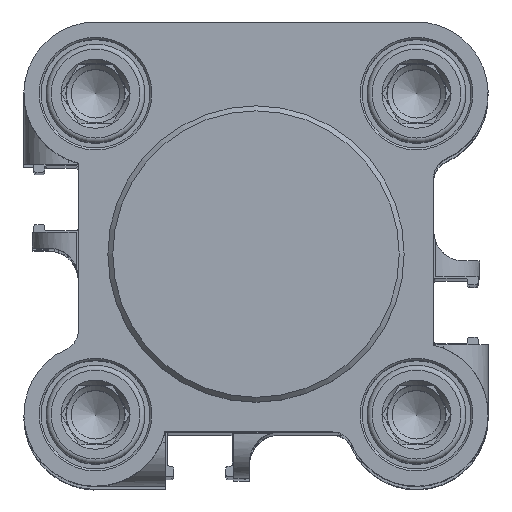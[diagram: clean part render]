
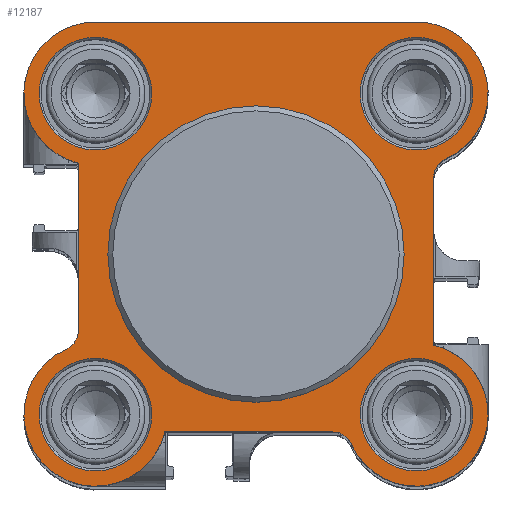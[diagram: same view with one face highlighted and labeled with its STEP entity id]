
A CAD part, top view. The second image highlights one B-rep face of the part: STEP entity #12187.
In plain terms, the highlighted planar face has unit normal (0, 0, 1).
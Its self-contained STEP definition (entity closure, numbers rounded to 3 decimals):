
#504=FACE_BOUND('',#2659,.T.);
#505=FACE_BOUND('',#2660,.T.);
#506=FACE_BOUND('',#2661,.T.);
#507=FACE_BOUND('',#2662,.T.);
#508=FACE_BOUND('',#2663,.T.);
#970=PLANE('',#13402);
#1607=FACE_OUTER_BOUND('',#2658,.T.);
#2658=EDGE_LOOP('',(#9672,#9673,#9674,#9675,#9676,#9677,#9678,#9679,#9680,
#9681,#9682));
#2659=EDGE_LOOP('',(#9683));
#2660=EDGE_LOOP('',(#9684));
#2661=EDGE_LOOP('',(#9685));
#2662=EDGE_LOOP('',(#9686));
#2663=EDGE_LOOP('',(#9687));
#3823=LINE('',#20262,#4502);
#3826=LINE('',#20266,#4505);
#3828=LINE('',#20270,#4507);
#3829=LINE('',#20275,#4508);
#4502=VECTOR('',#15996,17.009);
#4505=VECTOR('',#16001,17.009);
#4507=VECTOR('',#16005,17.009);
#4508=VECTOR('',#16010,32.5);
#5193=CIRCLE('',#13382,2.);
#5195=CIRCLE('',#13385,7.25);
#5197=CIRCLE('',#13389,2.);
#5199=CIRCLE('',#13392,7.25);
#5200=CIRCLE('',#13396,7.25);
#5202=CIRCLE('',#13403,2.);
#5203=CIRCLE('',#13404,7.25);
#5204=CIRCLE('',#13405,15.);
#5205=CIRCLE('',#13406,5.7);
#5206=CIRCLE('',#13407,5.7);
#5207=CIRCLE('',#13408,5.7);
#5208=CIRCLE('',#13409,5.7);
#6146=VERTEX_POINT('',#20210);
#6147=VERTEX_POINT('',#20212);
#6149=VERTEX_POINT('',#20219);
#6153=VERTEX_POINT('',#20230);
#6154=VERTEX_POINT('',#20232);
#6156=VERTEX_POINT('',#20239);
#6158=VERTEX_POINT('',#20249);
#6159=VERTEX_POINT('',#20251);
#6161=VERTEX_POINT('',#20269);
#6162=VERTEX_POINT('',#20271);
#6163=VERTEX_POINT('',#20273);
#6164=VERTEX_POINT('',#20276);
#6165=VERTEX_POINT('',#20278);
#6166=VERTEX_POINT('',#20280);
#6167=VERTEX_POINT('',#20282);
#6168=VERTEX_POINT('',#20284);
#7474=EDGE_CURVE('',#6146,#6147,#5193,.T.);
#7479=EDGE_CURVE('',#6146,#6149,#5195,.T.);
#7484=EDGE_CURVE('',#6153,#6154,#5197,.T.);
#7489=EDGE_CURVE('',#6153,#6156,#5199,.T.);
#7494=EDGE_CURVE('',#6158,#6159,#5200,.T.);
#7500=EDGE_CURVE('',#6149,#6154,#3823,.T.);
#7503=EDGE_CURVE('',#6158,#6147,#3826,.T.);
#7505=EDGE_CURVE('',#6156,#6161,#3828,.T.);
#7506=EDGE_CURVE('',#6162,#6161,#5202,.T.);
#7507=EDGE_CURVE('',#6162,#6163,#5203,.T.);
#7508=EDGE_CURVE('',#6159,#6163,#3829,.T.);
#7509=EDGE_CURVE('',#6164,#6164,#5204,.T.);
#7510=EDGE_CURVE('',#6165,#6165,#5205,.T.);
#7511=EDGE_CURVE('',#6166,#6166,#5206,.T.);
#7512=EDGE_CURVE('',#6167,#6167,#5207,.T.);
#7513=EDGE_CURVE('',#6168,#6168,#5208,.T.);
#9672=ORIENTED_EDGE('',*,*,#7479,.T.);
#9673=ORIENTED_EDGE('',*,*,#7500,.T.);
#9674=ORIENTED_EDGE('',*,*,#7484,.F.);
#9675=ORIENTED_EDGE('',*,*,#7489,.T.);
#9676=ORIENTED_EDGE('',*,*,#7505,.T.);
#9677=ORIENTED_EDGE('',*,*,#7506,.F.);
#9678=ORIENTED_EDGE('',*,*,#7507,.T.);
#9679=ORIENTED_EDGE('',*,*,#7508,.F.);
#9680=ORIENTED_EDGE('',*,*,#7494,.F.);
#9681=ORIENTED_EDGE('',*,*,#7503,.T.);
#9682=ORIENTED_EDGE('',*,*,#7474,.F.);
#9683=ORIENTED_EDGE('',*,*,#7509,.T.);
#9684=ORIENTED_EDGE('',*,*,#7510,.F.);
#9685=ORIENTED_EDGE('',*,*,#7511,.F.);
#9686=ORIENTED_EDGE('',*,*,#7512,.F.);
#9687=ORIENTED_EDGE('',*,*,#7513,.F.);
#12187=ADVANCED_FACE('',(#1607,#504,#505,#506,#507,#508),#970,.F.);
#13382=AXIS2_PLACEMENT_3D('',#20213,#15941,#15942);
#13385=AXIS2_PLACEMENT_3D('',#20221,#15950,#15951);
#13389=AXIS2_PLACEMENT_3D('',#20233,#15961,#15962);
#13392=AXIS2_PLACEMENT_3D('',#20241,#15970,#15971);
#13396=AXIS2_PLACEMENT_3D('',#20252,#15982,#15983);
#13402=AXIS2_PLACEMENT_3D('',#20268,#16003,#16004);
#13403=AXIS2_PLACEMENT_3D('',#20272,#16006,#16007);
#13404=AXIS2_PLACEMENT_3D('',#20274,#16008,#16009);
#13405=AXIS2_PLACEMENT_3D('',#20277,#16011,#16012);
#13406=AXIS2_PLACEMENT_3D('',#20279,#16013,#16014);
#13407=AXIS2_PLACEMENT_3D('',#20281,#16015,#16016);
#13408=AXIS2_PLACEMENT_3D('',#20283,#16017,#16018);
#13409=AXIS2_PLACEMENT_3D('',#20285,#16019,#16020);
#15941=DIRECTION('center_axis',(0.,0.,
1.));
#15942=DIRECTION('ref_axis',(0.838,-0.545,0.));
#15950=DIRECTION('center_axis',(0.,0.,
1.));
#15951=DIRECTION('ref_axis',(1.,0.,0.));
#15961=DIRECTION('center_axis',(0.,0.,
1.));
#15962=DIRECTION('ref_axis',(0.545,0.838,0.));
#15970=DIRECTION('center_axis',(0.,0.,
1.));
#15971=DIRECTION('ref_axis',(0.,1.,0.));
#15982=DIRECTION('center_axis',(0.,0.,
-1.));
#15983=DIRECTION('ref_axis',(-0.707,0.707,0.));
#15996=DIRECTION('',(1.,0.,0.));
#16001=DIRECTION('',(0.,-1.,0.));
#16003=DIRECTION('center_axis',(0.,0.,
-1.));
#16004=DIRECTION('ref_axis',(-1.,0.,0.));
#16005=DIRECTION('',(0.,1.,0.));
#16006=DIRECTION('center_axis',(0.,0.,
1.));
#16007=DIRECTION('ref_axis',(-0.838,0.545,0.));
#16008=DIRECTION('center_axis',(0.,0.,
1.));
#16009=DIRECTION('ref_axis',(-1.,0.,0.));
#16010=DIRECTION('',(1.,0.,0.));
#16011=DIRECTION('center_axis',(0.,0.,
-1.));
#16012=DIRECTION('ref_axis',(-1.,0.,0.));
#16013=DIRECTION('center_axis',(0.,0.,
1.));
#16014=DIRECTION('ref_axis',(1.,0.,0.));
#16015=DIRECTION('center_axis',(0.,0.,
1.));
#16016=DIRECTION('ref_axis',(-1.,0.,0.));
#16017=DIRECTION('center_axis',(0.,0.,
1.));
#16018=DIRECTION('ref_axis',(0.,1.,0.));
#16019=DIRECTION('center_axis',(0.,0.,
1.));
#16020=DIRECTION('ref_axis',(0.,-1.,0.));
#20210=CARTESIAN_POINT('',(-19.189,-9.623,219.));
#20212=CARTESIAN_POINT('',(-18.,-7.794,219.));
#20213=CARTESIAN_POINT('Origin',(-20.,-7.794,219.));
#20219=CARTESIAN_POINT('',(-9.214,-18.,219.));
#20221=CARTESIAN_POINT('Origin',(-16.25,-16.25,219.));
#20230=CARTESIAN_POINT('',(9.623,-19.189,219.));
#20232=CARTESIAN_POINT('',(7.794,-18.,219.));
#20233=CARTESIAN_POINT('Origin',(7.794,-20.,219.));
#20239=CARTESIAN_POINT('',(18.,-9.214,219.));
#20241=CARTESIAN_POINT('Origin',(16.25,-16.25,219.));
#20249=CARTESIAN_POINT('',(-18.,9.214,219.));
#20251=CARTESIAN_POINT('',(-16.25,23.5,219.));
#20252=CARTESIAN_POINT('Origin',(-16.25,16.25,219.));
#20262=CARTESIAN_POINT('',(-4.607,-18.,219.));
#20266=CARTESIAN_POINT('',(-18.,4.607,219.));
#20268=CARTESIAN_POINT('Origin',(0.,0.,
219.));
#20269=CARTESIAN_POINT('',(18.,7.794,219.));
#20270=CARTESIAN_POINT('',(18.,-4.607,219.));
#20271=CARTESIAN_POINT('',(19.189,9.623,219.));
#20272=CARTESIAN_POINT('Origin',(20.,7.794,219.));
#20273=CARTESIAN_POINT('',(16.25,23.5,219.));
#20274=CARTESIAN_POINT('Origin',(16.25,16.25,219.));
#20275=CARTESIAN_POINT('',(-23.5,23.5,219.));
#20276=CARTESIAN_POINT('',(15.,0.,219.));
#20277=CARTESIAN_POINT('Origin',(0.,0.,
219.));
#20278=CARTESIAN_POINT('',(10.55,-16.25,219.));
#20279=CARTESIAN_POINT('Origin',(16.25,-16.25,219.));
#20280=CARTESIAN_POINT('',(-10.55,16.25,219.));
#20281=CARTESIAN_POINT('Origin',(-16.25,16.25,219.));
#20282=CARTESIAN_POINT('',(16.25,10.55,219.));
#20283=CARTESIAN_POINT('Origin',(16.25,16.25,219.));
#20284=CARTESIAN_POINT('',(-16.25,-10.55,219.));
#20285=CARTESIAN_POINT('Origin',(-16.25,-16.25,219.));
